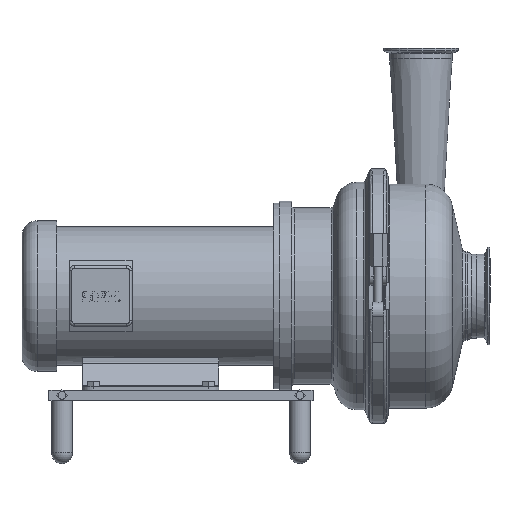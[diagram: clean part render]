
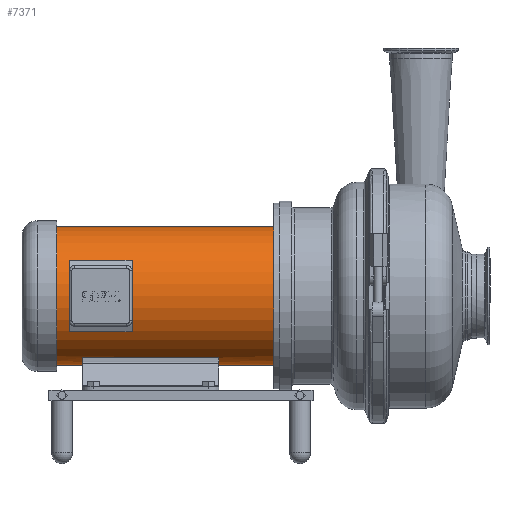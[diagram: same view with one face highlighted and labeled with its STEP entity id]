
A CAD part, top view. The second image highlights one B-rep face of the part: STEP entity #7371.
In plain terms, the highlighted cylindrical face has radius 83.947 mm (diameter 167.894 mm), a full revolution.
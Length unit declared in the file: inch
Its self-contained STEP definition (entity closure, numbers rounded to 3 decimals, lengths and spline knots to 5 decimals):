
#51=FACE_BOUND('',#2297,.T.);
#100=CYLINDRICAL_SURFACE('',#8027,3.305);
#685=LINE('',#12698,#1246);
#686=LINE('',#12702,#1247);
#687=LINE('',#12706,#1248);
#688=LINE('',#12713,#1249);
#689=LINE('',#12717,#1250);
#690=LINE('',#12721,#1251);
#1246=VECTOR('',#9769,3.305);
#1247=VECTOR('',#9772,0.3937);
#1248=VECTOR('',#9775,3.305);
#1249=VECTOR('',#9782,0.3937);
#1250=VECTOR('',#9785,0.3937);
#1251=VECTOR('',#9788,0.3937);
#1886=FACE_OUTER_BOUND('',#2296,.T.);
#2296=EDGE_LOOP('',(#6257,#6258,#6259,#6260,#6261,#6262,#6263,#6264,#6265,
#6266,#6267,#6268,#6269,#6270));
#2297=EDGE_LOOP('',(#6271,#6272,#6273,#6274));
#2632=CIRCLE('',#8028,3.305);
#2633=CIRCLE('',#8029,3.305);
#2634=CIRCLE('',#8030,3.305);
#2635=CIRCLE('',#8031,3.305);
#2636=CIRCLE('',#8032,3.305);
#2637=CIRCLE('',#8033,3.305);
#2638=CIRCLE('',#8034,3.305);
#2639=CIRCLE('',#8035,3.305);
#2640=CIRCLE('',#8036,3.305);
#2641=CIRCLE('',#8037,3.305);
#3393=VERTEX_POINT('',#12693);
#3394=VERTEX_POINT('',#12694);
#3395=VERTEX_POINT('',#12697);
#3396=VERTEX_POINT('',#12699);
#3397=VERTEX_POINT('',#12701);
#3398=VERTEX_POINT('',#12703);
#3399=VERTEX_POINT('',#12705);
#3400=VERTEX_POINT('',#12707);
#3401=VERTEX_POINT('',#12710);
#3402=VERTEX_POINT('',#12712);
#3403=VERTEX_POINT('',#12715);
#3404=VERTEX_POINT('',#12716);
#3405=VERTEX_POINT('',#12718);
#3406=VERTEX_POINT('',#12720);
#4400=EDGE_CURVE('',#3393,#3394,#2632,.T.);
#4401=EDGE_CURVE('',#3394,#3393,#2633,.T.);
#4402=EDGE_CURVE('',#3394,#3395,#685,.T.);
#4403=EDGE_CURVE('',#3395,#3396,#2634,.T.);
#4404=EDGE_CURVE('',#3396,#3397,#686,.T.);
#4405=EDGE_CURVE('',#3397,#3398,#2635,.T.);
#4406=EDGE_CURVE('',#3398,#3399,#687,.T.);
#4407=EDGE_CURVE('',#3399,#3400,#2636,.T.);
#4408=EDGE_CURVE('',#3400,#3399,#2637,.T.);
#4409=EDGE_CURVE('',#3398,#3401,#2638,.T.);
#4410=EDGE_CURVE('',#3401,#3402,#688,.T.);
#4411=EDGE_CURVE('',#3402,#3395,#2639,.T.);
#4412=EDGE_CURVE('',#3403,#3404,#689,.T.);
#4413=EDGE_CURVE('',#3404,#3405,#2640,.T.);
#4414=EDGE_CURVE('',#3405,#3406,#690,.T.);
#4415=EDGE_CURVE('',#3406,#3403,#2641,.T.);
#6257=ORIENTED_EDGE('',*,*,#4400,.F.);
#6258=ORIENTED_EDGE('',*,*,#4401,.F.);
#6259=ORIENTED_EDGE('',*,*,#4402,.T.);
#6260=ORIENTED_EDGE('',*,*,#4403,.T.);
#6261=ORIENTED_EDGE('',*,*,#4404,.T.);
#6262=ORIENTED_EDGE('',*,*,#4405,.T.);
#6263=ORIENTED_EDGE('',*,*,#4406,.T.);
#6264=ORIENTED_EDGE('',*,*,#4407,.T.);
#6265=ORIENTED_EDGE('',*,*,#4408,.T.);
#6266=ORIENTED_EDGE('',*,*,#4406,.F.);
#6267=ORIENTED_EDGE('',*,*,#4409,.T.);
#6268=ORIENTED_EDGE('',*,*,#4410,.T.);
#6269=ORIENTED_EDGE('',*,*,#4411,.T.);
#6270=ORIENTED_EDGE('',*,*,#4402,.F.);
#6271=ORIENTED_EDGE('',*,*,#4412,.T.);
#6272=ORIENTED_EDGE('',*,*,#4413,.T.);
#6273=ORIENTED_EDGE('',*,*,#4414,.T.);
#6274=ORIENTED_EDGE('',*,*,#4415,.T.);
#7371=ADVANCED_FACE('',(#1886,#51),#100,.T.);
#8027=AXIS2_PLACEMENT_3D('',#12692,#9763,#9764);
#8028=AXIS2_PLACEMENT_3D('',#12695,#9765,#9766);
#8029=AXIS2_PLACEMENT_3D('',#12696,#9767,#9768);
#8030=AXIS2_PLACEMENT_3D('',#12700,#9770,#9771);
#8031=AXIS2_PLACEMENT_3D('',#12704,#9773,#9774);
#8032=AXIS2_PLACEMENT_3D('',#12708,#9776,#9777);
#8033=AXIS2_PLACEMENT_3D('',#12709,#9778,#9779);
#8034=AXIS2_PLACEMENT_3D('',#12711,#9780,#9781);
#8035=AXIS2_PLACEMENT_3D('',#12714,#9783,#9784);
#8036=AXIS2_PLACEMENT_3D('',#12719,#9786,#9787);
#8037=AXIS2_PLACEMENT_3D('',#12722,#9789,#9790);
#9763=DIRECTION('center_axis',(1.,0.,0.));
#9764=DIRECTION('ref_axis',(0.,0.,-1.));
#9765=DIRECTION('center_axis',(1.,0.,0.));
#9766=DIRECTION('ref_axis',(0.,-1.,0.));
#9767=DIRECTION('center_axis',(1.,0.,0.));
#9768=DIRECTION('ref_axis',(0.,-1.,0.));
#9769=DIRECTION('',(-1.,0.,0.));
#9770=DIRECTION('center_axis',(1.,0.,0.));
#9771=DIRECTION('ref_axis',(0.,0.,-1.));
#9772=DIRECTION('',(-1.,0.,0.));
#9773=DIRECTION('center_axis',(-1.,0.,0.));
#9774=DIRECTION('ref_axis',(0.,0.,-1.));
#9775=DIRECTION('',(-1.,0.,0.));
#9776=DIRECTION('center_axis',(1.,0.,0.));
#9777=DIRECTION('ref_axis',(0.,-1.,0.));
#9778=DIRECTION('center_axis',(1.,0.,0.));
#9779=DIRECTION('ref_axis',(0.,-1.,0.));
#9780=DIRECTION('center_axis',(-1.,0.,0.));
#9781=DIRECTION('ref_axis',(0.,0.,-1.));
#9782=DIRECTION('',(1.,0.,0.));
#9783=DIRECTION('center_axis',(1.,0.,0.));
#9784=DIRECTION('ref_axis',(0.,0.,-1.));
#9785=DIRECTION('',(1.,0.,0.));
#9786=DIRECTION('center_axis',(1.,0.,0.));
#9787=DIRECTION('ref_axis',(0.,0.,-1.));
#9788=DIRECTION('',(-1.,0.,0.));
#9789=DIRECTION('center_axis',(-1.,0.,0.));
#9790=DIRECTION('ref_axis',(0.,0.,-1.));
#12692=CARTESIAN_POINT('Origin',(-10.166,0.,0.));
#12693=CARTESIAN_POINT('',(-4.974,0.,-3.305));
#12694=CARTESIAN_POINT('',(-4.974,0.,3.305));
#12695=CARTESIAN_POINT('Origin',(-4.974,0.,0.));
#12696=CARTESIAN_POINT('Origin',(-4.974,0.,0.));
#12697=CARTESIAN_POINT('',(-11.754,0.,3.305));
#12698=CARTESIAN_POINT('',(-10.166,0.,3.305));
#12699=CARTESIAN_POINT('',(-11.754,-1.6525,2.86221));
#12700=CARTESIAN_POINT('Origin',(-11.754,0.,0.));
#12701=CARTESIAN_POINT('',(-14.754,-1.6525,2.86221));
#12702=CARTESIAN_POINT('',(-10.166,-1.6525,2.86221));
#12703=CARTESIAN_POINT('',(-14.754,0.,3.305));
#12704=CARTESIAN_POINT('Origin',(-14.754,0.,0.));
#12705=CARTESIAN_POINT('',(-15.358,0.,3.305));
#12706=CARTESIAN_POINT('',(-10.166,0.,3.305));
#12707=CARTESIAN_POINT('',(-15.358,0.,-3.305));
#12708=CARTESIAN_POINT('Origin',(-15.358,0.,0.));
#12709=CARTESIAN_POINT('Origin',(-15.358,0.,0.));
#12710=CARTESIAN_POINT('',(-14.754,1.6525,2.86221));
#12711=CARTESIAN_POINT('Origin',(-14.754,0.,0.));
#12712=CARTESIAN_POINT('',(-11.754,1.6525,2.86221));
#12713=CARTESIAN_POINT('',(-10.166,1.6525,2.86221));
#12714=CARTESIAN_POINT('Origin',(-11.754,0.,0.));
#12715=CARTESIAN_POINT('',(-14.104,-2.945,1.5));
#12716=CARTESIAN_POINT('',(-7.604,-2.945,1.5));
#12717=CARTESIAN_POINT('',(-10.166,-2.945,1.5));
#12718=CARTESIAN_POINT('',(-7.604,-2.945,-1.5));
#12719=CARTESIAN_POINT('Origin',(-7.604,0.,0.));
#12720=CARTESIAN_POINT('',(-14.104,-2.945,-1.5));
#12721=CARTESIAN_POINT('',(-10.166,-2.945,-1.5));
#12722=CARTESIAN_POINT('Origin',(-14.104,0.,0.));
